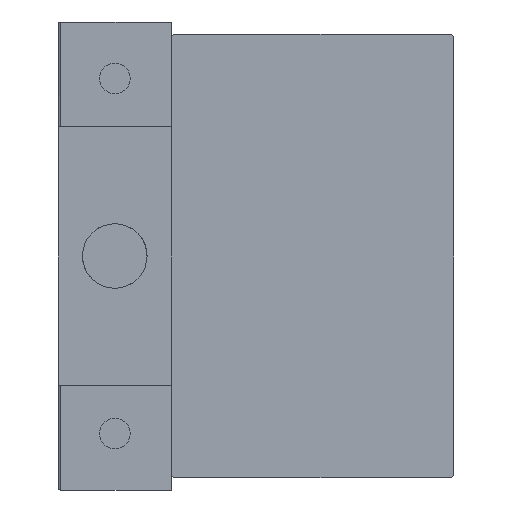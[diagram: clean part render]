
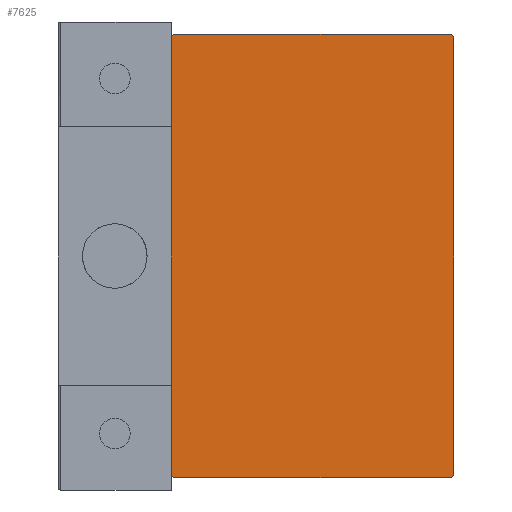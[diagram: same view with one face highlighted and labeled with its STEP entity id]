
A CAD part, left-side view. The second image highlights one B-rep face of the part: STEP entity #7625.
In plain terms, the highlighted face is planar.
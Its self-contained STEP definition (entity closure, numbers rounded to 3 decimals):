
#1083 = CARTESIAN_POINT ( 'NONE',  ( 56., 17.2, 27.5 ) ) ;
#2506 = CARTESIAN_POINT ( 'NONE',  ( 56., -17.2, 27.5 ) ) ;
#2522 = CARTESIAN_POINT ( 'NONE',  ( 56., 17.5, 27.5 ) ) ;
#2557 = ORIENTED_EDGE ( 'NONE', *, *, #18668, .T. ) ;
#3989 = VECTOR ( 'NONE', #40141, 1000. ) ;
#5294 = DIRECTION ( 'NONE',  ( 0., 0.707, -0.707 ) ) ;
#5358 = ORIENTED_EDGE ( 'NONE', *, *, #20037, .T. ) ;
#5686 = DIRECTION ( 'NONE',  ( 0., 1., 0. ) ) ;
#5732 = EDGE_LOOP ( 'NONE', ( #2557, #5358, #24086, #48255, #24261, #37969, #43372, #31703 ) ) ;
#6218 = VERTEX_POINT ( 'NONE', #25301 ) ;
#7266 = CARTESIAN_POINT ( 'NONE',  ( 56., -17.5, 27.5 ) ) ;
#7344 = LINE ( 'NONE', #36843, #3989 ) ;
#7625 = ADVANCED_FACE ( 'NONE', ( #23410 ), #42144, .T. ) ;
#7662 = VECTOR ( 'NONE', #27001, 1000. ) ;
#7889 = DIRECTION ( 'NONE',  ( 0., 0.707, 0.707 ) ) ;
#8266 = LINE ( 'NONE', #7266, #7662 ) ;
#9187 = VERTEX_POINT ( 'NONE', #1083 ) ;
#9289 = CARTESIAN_POINT ( 'NONE',  ( 56., -17.2, -27.5 ) ) ;
#10222 = CARTESIAN_POINT ( 'NONE',  ( 56., 17.2, -27.5 ) ) ;
#12080 = EDGE_CURVE ( 'NONE', #42947, #47527, #46142, .T. ) ;
#12970 = CARTESIAN_POINT ( 'NONE',  ( 56., 22.35, 22.35 ) ) ;
#13890 = LINE ( 'NONE', #2522, #36833 ) ;
#14129 = EDGE_CURVE ( 'NONE', #9187, #42947, #13890, .T. ) ;
#14937 = VECTOR ( 'NONE', #26426, 1000. ) ;
#16765 = CARTESIAN_POINT ( 'NONE',  ( 56., -17.5, 27.2 ) ) ;
#18668 = EDGE_CURVE ( 'NONE', #39608, #44047, #47943, .T. ) ;
#19612 = DIRECTION ( 'NONE',  ( 1., 0., 0. ) ) ;
#20037 = EDGE_CURVE ( 'NONE', #44047, #6218, #30899, .T. ) ;
#22964 = AXIS2_PLACEMENT_3D ( 'NONE', #38852, #19612, #38346 ) ;
#23014 = EDGE_CURVE ( 'NONE', #24756, #39608, #39460, .T. ) ;
#23410 = FACE_OUTER_BOUND ( 'NONE', #5732, .T. ) ;
#24086 = ORIENTED_EDGE ( 'NONE', *, *, #49396, .T. ) ;
#24261 = ORIENTED_EDGE ( 'NONE', *, *, #14129, .T. ) ;
#24756 = VERTEX_POINT ( 'NONE', #28654 ) ;
#25301 = CARTESIAN_POINT ( 'NONE',  ( 56., 17.5, -27.2 ) ) ;
#25797 = DIRECTION ( 'NONE',  ( 0., -1., 0. ) ) ;
#26426 = DIRECTION ( 'NONE',  ( 0., -0.707, -0.707 ) ) ;
#27001 = DIRECTION ( 'NONE',  ( 0., 0., -1. ) ) ;
#28654 = CARTESIAN_POINT ( 'NONE',  ( 56., -17.5, -27.2 ) ) ;
#30899 = LINE ( 'NONE', #39000, #43607 ) ;
#31703 = ORIENTED_EDGE ( 'NONE', *, *, #23014, .T. ) ;
#34030 = VECTOR ( 'NONE', #5294, 1000. ) ;
#36121 = EDGE_CURVE ( 'NONE', #47527, #24756, #8266, .T. ) ;
#36327 = VERTEX_POINT ( 'NONE', #45168 ) ;
#36833 = VECTOR ( 'NONE', #25797, 1000. ) ;
#36843 = CARTESIAN_POINT ( 'NONE',  ( 56., 17.5, -27.5 ) ) ;
#37969 = ORIENTED_EDGE ( 'NONE', *, *, #12080, .T. ) ;
#38346 = DIRECTION ( 'NONE',  ( 0., 0., -1. ) ) ;
#38852 = CARTESIAN_POINT ( 'NONE',  ( 56., 0., 0. ) ) ;
#39000 = CARTESIAN_POINT ( 'NONE',  ( 56., 22.35, -22.35 ) ) ;
#39460 = LINE ( 'NONE', #43755, #34030 ) ;
#39608 = VERTEX_POINT ( 'NONE', #9289 ) ;
#40141 = DIRECTION ( 'NONE',  ( 0., 0., 1. ) ) ;
#41985 = VECTOR ( 'NONE', #5686, 1000. ) ;
#42144 = PLANE ( 'NONE',  #22964 ) ;
#42244 = EDGE_CURVE ( 'NONE', #36327, #9187, #47654, .T. ) ;
#42947 = VERTEX_POINT ( 'NONE', #2506 ) ;
#43372 = ORIENTED_EDGE ( 'NONE', *, *, #36121, .T. ) ;
#43607 = VECTOR ( 'NONE', #7889, 1000. ) ;
#43755 = CARTESIAN_POINT ( 'NONE',  ( 56., -22.35, -22.35 ) ) ;
#43846 = DIRECTION ( 'NONE',  ( 0., -0.707, 0.707 ) ) ;
#44047 = VERTEX_POINT ( 'NONE', #10222 ) ;
#45168 = CARTESIAN_POINT ( 'NONE',  ( 56., 17.5, 27.2 ) ) ;
#46142 = LINE ( 'NONE', #49204, #14937 ) ;
#47521 = VECTOR ( 'NONE', #43846, 1000. ) ;
#47527 = VERTEX_POINT ( 'NONE', #16765 ) ;
#47654 = LINE ( 'NONE', #12970, #47521 ) ;
#47943 = LINE ( 'NONE', #48195, #41985 ) ;
#48195 = CARTESIAN_POINT ( 'NONE',  ( 56., -17.5, -27.5 ) ) ;
#48255 = ORIENTED_EDGE ( 'NONE', *, *, #42244, .T. ) ;
#49204 = CARTESIAN_POINT ( 'NONE',  ( 56., -22.35, 22.35 ) ) ;
#49396 = EDGE_CURVE ( 'NONE', #6218, #36327, #7344, .T. ) ;
